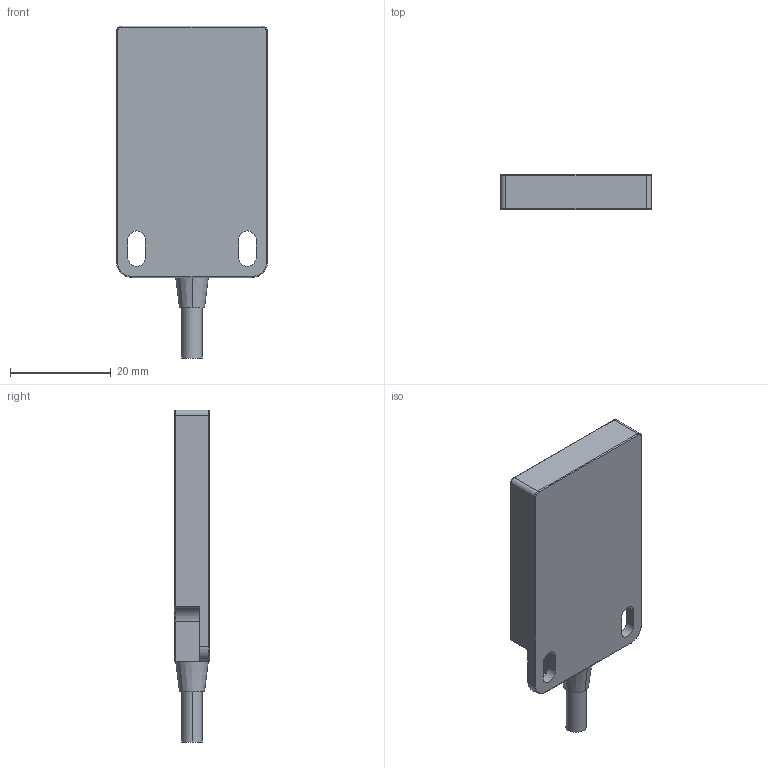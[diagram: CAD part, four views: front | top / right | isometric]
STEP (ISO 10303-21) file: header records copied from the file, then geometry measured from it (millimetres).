
FILE_DESCRIPTION((''),'2;1');
FILE_NAME('F17_E000561A','2006-01-03T',('Pepperl+Fuchs'),('Industriehansa'),'PRO/ENGINEER BY PARAMETRIC TECHNOLOGY CORPORATION, 2005290','PRO/ENGINEER BY PARAMETRIC TECHNOLOGY CORPORATION, 2005290','');
FILE_SCHEMA(('AUTOMOTIVE_DESIGN_CC2 { 1 2 10303 214 -1 1 5 2 }'));
Length unit declared in the file: millimetre
Products named in the file (1): F17_E000561A
Bounding box: 30 x 7 x 66 mm (x, y, z)
Volume: 9875.8 mm3; surface area: 4266.3 mm2
Topology: 1 solids, 1 shells, 52 faces, 176 edges, 132 vertices
Faces by surface type: cylinder 24, plane 18, torus 8, bspline 2
Entity records: 2673 total; most frequent: CARTESIAN_POINT 455, DIRECTION 334, ORIENTED_EDGE 248, PRESENTATION_STYLE_ASSIGNMENT 193, STYLED_ITEM 190, CURVE_STYLE 183, EDGE_CURVE 124, AXIS2_PLACEMENT_3D 115
